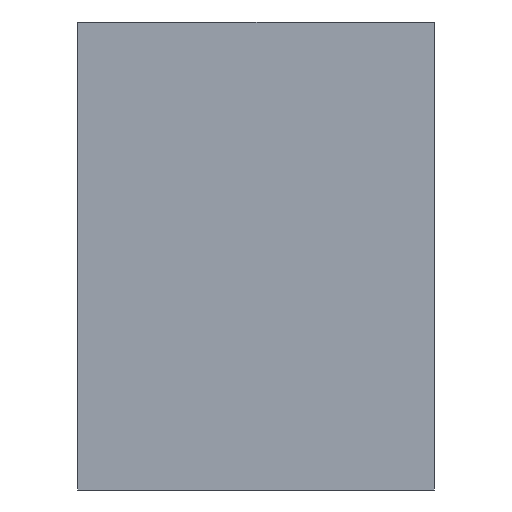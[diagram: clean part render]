
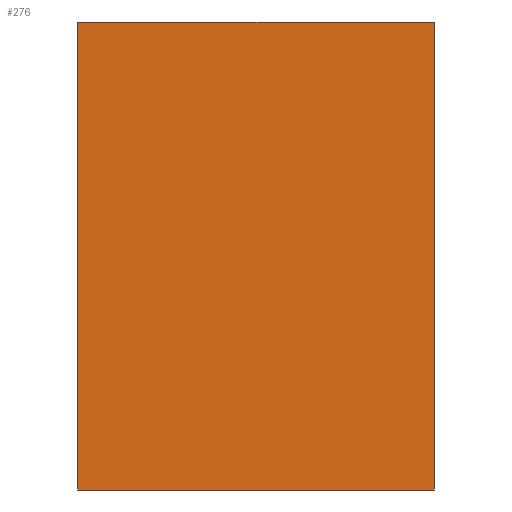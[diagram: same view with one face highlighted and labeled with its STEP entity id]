
A CAD part, left-side view. The second image highlights one B-rep face of the part: STEP entity #276.
In plain terms, the highlighted planar face has unit normal (-1, 0, 0).
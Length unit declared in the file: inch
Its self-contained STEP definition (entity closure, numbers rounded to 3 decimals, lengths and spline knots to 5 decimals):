
#21 = ORIENTED_EDGE ( 'NONE', *, *, #285, .F. ) ;
#27 = CARTESIAN_POINT ( 'NONE',  ( 0., 0., 0. ) ) ;
#34 = CARTESIAN_POINT ( 'NONE',  ( 0., 0.259, -0.3397 ) ) ;
#79 = VECTOR ( 'NONE', #299, 39.37008 ) ;
#98 = VECTOR ( 'NONE', #165, 39.37008 ) ;
#107 = VERTEX_POINT ( 'NONE', #722 ) ;
#119 = CARTESIAN_POINT ( 'NONE',  ( 0., 0.259, 0. ) ) ;
#121 = LINE ( 'NONE', #159, #98 ) ;
#128 = AXIS2_PLACEMENT_3D ( 'NONE', #34, #646, #661 ) ;
#143 = LINE ( 'NONE', #187, #805 ) ;
#159 = CARTESIAN_POINT ( 'NONE',  ( 0., 0., -0.3397 ) ) ;
#163 = ORIENTED_EDGE ( 'NONE', *, *, #455, .F. ) ;
#165 = DIRECTION ( 'NONE',  ( 0., 0., 1. ) ) ;
#168 = DIRECTION ( 'NONE',  ( 0., -1., 0. ) ) ;
#173 = VERTEX_POINT ( 'NONE', #391 ) ;
#187 = CARTESIAN_POINT ( 'NONE',  ( 0., 0.259, -0.3397 ) ) ;
#188 = VERTEX_POINT ( 'NONE', #27 ) ;
#197 = VERTEX_POINT ( 'NONE', #332 ) ;
#204 = EDGE_LOOP ( 'NONE', ( #828, #21, #163, #370 ) ) ;
#276 = ADVANCED_FACE ( 'NONE', ( #443 ), #812, .F. ) ;
#282 = LINE ( 'NONE', #119, #442 ) ;
#285 = EDGE_CURVE ( 'NONE', #173, #188, #282, .T. ) ;
#299 = DIRECTION ( 'NONE',  ( 0., 0., 1. ) ) ;
#332 = CARTESIAN_POINT ( 'NONE',  ( 0., 0., -0.3397 ) ) ;
#370 = ORIENTED_EDGE ( 'NONE', *, *, #792, .T. ) ;
#391 = CARTESIAN_POINT ( 'NONE',  ( 0., 0.259, 0. ) ) ;
#442 = VECTOR ( 'NONE', #467, 39.37008 ) ;
#443 = FACE_OUTER_BOUND ( 'NONE', #204, .T. ) ;
#455 = EDGE_CURVE ( 'NONE', #107, #173, #469, .T. ) ;
#467 = DIRECTION ( 'NONE',  ( 0., -1., 0. ) ) ;
#469 = LINE ( 'NONE', #629, #79 ) ;
#629 = CARTESIAN_POINT ( 'NONE',  ( 0., 0.259, -0.3397 ) ) ;
#646 = DIRECTION ( 'NONE',  ( 1., 0., 0. ) ) ;
#661 = DIRECTION ( 'NONE',  ( 0., 0., -1. ) ) ;
#722 = CARTESIAN_POINT ( 'NONE',  ( 0., 0.259, -0.3397 ) ) ;
#792 = EDGE_CURVE ( 'NONE', #107, #197, #143, .T. ) ;
#805 = VECTOR ( 'NONE', #168, 39.37008 ) ;
#812 = PLANE ( 'NONE',  #128 ) ;
#828 = ORIENTED_EDGE ( 'NONE', *, *, #835, .T. ) ;
#835 = EDGE_CURVE ( 'NONE', #197, #188, #121, .T. ) ;
